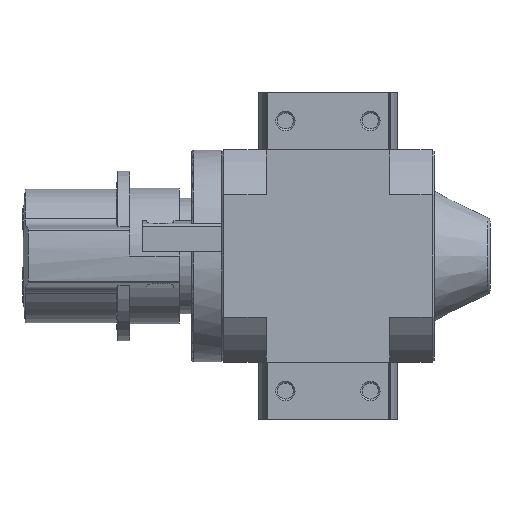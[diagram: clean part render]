
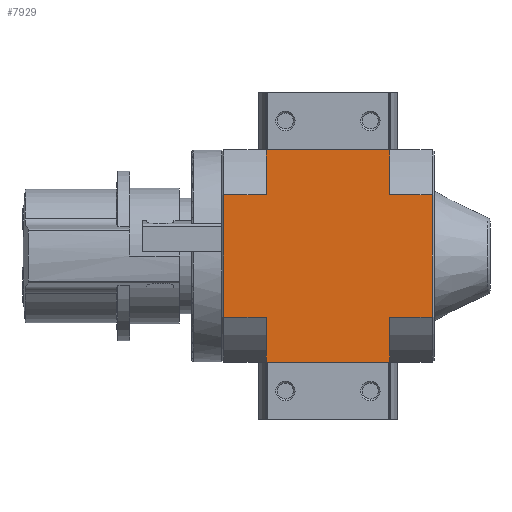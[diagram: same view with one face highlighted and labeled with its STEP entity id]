
A CAD part, left-side view. The second image highlights one B-rep face of the part: STEP entity #7929.
In plain terms, the highlighted face is planar.
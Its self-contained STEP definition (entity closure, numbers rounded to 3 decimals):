
#392=LINE('',#11651,#856);
#439=LINE('',#11847,#903);
#447=LINE('',#11862,#911);
#448=LINE('',#11865,#912);
#449=LINE('',#11867,#913);
#450=LINE('',#11868,#914);
#451=LINE('',#11870,#915);
#452=LINE('',#11872,#916);
#453=LINE('',#11874,#917);
#454=LINE('',#11876,#918);
#455=LINE('',#11877,#919);
#456=LINE('',#11879,#920);
#856=VECTOR('',#9487,1000.);
#903=VECTOR('',#9626,1000.);
#911=VECTOR('',#9636,1000.);
#912=VECTOR('',#9637,1000.);
#913=VECTOR('',#9638,1000.);
#914=VECTOR('',#9639,1000.);
#915=VECTOR('',#9640,1000.);
#916=VECTOR('',#9641,1000.);
#917=VECTOR('',#9642,1000.);
#918=VECTOR('',#9643,1000.);
#919=VECTOR('',#9644,1000.);
#920=VECTOR('',#9645,1000.);
#1619=ORIENTED_EDGE('',*,*,#3327,.T.);
#1620=ORIENTED_EDGE('',*,*,#3328,.F.);
#1621=ORIENTED_EDGE('',*,*,#3329,.T.);
#1622=ORIENTED_EDGE('',*,*,#3237,.T.);
#1623=ORIENTED_EDGE('',*,*,#3330,.F.);
#1624=ORIENTED_EDGE('',*,*,#3331,.T.);
#1625=ORIENTED_EDGE('',*,*,#3332,.F.);
#1626=ORIENTED_EDGE('',*,*,#3333,.T.);
#1627=ORIENTED_EDGE('',*,*,#3334,.F.);
#1628=ORIENTED_EDGE('',*,*,#3319,.T.);
#1629=ORIENTED_EDGE('',*,*,#3335,.T.);
#1630=ORIENTED_EDGE('',*,*,#3336,.F.);
#3237=EDGE_CURVE('',#4091,#4090,#392,.T.);
#3319=EDGE_CURVE('',#4162,#4161,#439,.T.);
#3327=EDGE_CURVE('',#4168,#4169,#447,.T.);
#3328=EDGE_CURVE('',#4170,#4169,#448,.F.);
#3329=EDGE_CURVE('',#4170,#4091,#449,.T.);
#3330=EDGE_CURVE('',#4171,#4090,#450,.T.);
#3331=EDGE_CURVE('',#4171,#4172,#451,.F.);
#3332=EDGE_CURVE('',#4173,#4172,#452,.T.);
#3333=EDGE_CURVE('',#4173,#4174,#453,.T.);
#3334=EDGE_CURVE('',#4162,#4174,#454,.T.);
#3335=EDGE_CURVE('',#4161,#4175,#455,.T.);
#3336=EDGE_CURVE('',#4168,#4175,#456,.T.);
#4090=VERTEX_POINT('',#11650);
#4091=VERTEX_POINT('',#11652);
#4161=VERTEX_POINT('',#11846);
#4162=VERTEX_POINT('',#11848);
#4168=VERTEX_POINT('',#11863);
#4169=VERTEX_POINT('',#11864);
#4170=VERTEX_POINT('',#11866);
#4171=VERTEX_POINT('',#11869);
#4172=VERTEX_POINT('',#11871);
#4173=VERTEX_POINT('',#11873);
#4174=VERTEX_POINT('',#11875);
#4175=VERTEX_POINT('',#11878);
#5033=EDGE_LOOP('',(#1619,#1620,#1621,#1622,#1623,#1624,#1625,#1626,#1627,
#1628,#1629,#1630));
#5561=FACE_BOUND('',#5033,.T.);
#6056=PLANE('',#8474);
#7929=ADVANCED_FACE('',(#5561),#6056,.T.);
#8474=AXIS2_PLACEMENT_3D('',#11861,#9634,#9635);
#9487=DIRECTION('',(0.,-1.,0.));
#9626=DIRECTION('',(0.,1.,0.));
#9634=DIRECTION('',(0.,0.,1.));
#9635=DIRECTION('',(1.,0.,0.));
#9636=DIRECTION('',(-1.,0.,0.));
#9637=DIRECTION('',(0.,-1.,0.));
#9638=DIRECTION('',(-1.,0.,0.));
#9639=DIRECTION('',(-1.,0.,0.));
#9640=DIRECTION('',(0.,1.,0.));
#9641=DIRECTION('',(-1.,0.,0.));
#9642=DIRECTION('',(0.,1.,0.));
#9643=DIRECTION('',(-1.,0.,0.));
#9644=DIRECTION('',(-1.,0.,0.));
#9645=DIRECTION('',(0.,-1.,0.));
#11650=CARTESIAN_POINT('',(-27.5,-16.,27.5));
#11651=CARTESIAN_POINT('',(-27.5,27.,27.5));
#11652=CARTESIAN_POINT('',(-27.5,16.,27.5));
#11846=CARTESIAN_POINT('',(27.5,16.,27.5));
#11847=CARTESIAN_POINT('',(27.5,-27.,27.5));
#11848=CARTESIAN_POINT('',(27.5,-16.,27.5));
#11861=CARTESIAN_POINT('',(0.,0.,27.5));
#11862=CARTESIAN_POINT('',(33.,27.,27.5));
#11863=CARTESIAN_POINT('',(15.869,27.,27.5));
#11864=CARTESIAN_POINT('',(-15.869,27.,27.5));
#11865=CARTESIAN_POINT('',(-15.869,33.,27.5));
#11866=CARTESIAN_POINT('',(-15.869,16.,27.5));
#11867=CARTESIAN_POINT('',(0.,16.,27.5));
#11868=CARTESIAN_POINT('',(0.,-16.,27.5));
#11869=CARTESIAN_POINT('',(-15.869,-16.,27.5));
#11870=CARTESIAN_POINT('',(-15.869,-33.,27.5));
#11871=CARTESIAN_POINT('',(-15.869,-27.,27.5));
#11872=CARTESIAN_POINT('',(33.,-27.,27.5));
#11873=CARTESIAN_POINT('',(15.869,-27.,27.5));
#11874=CARTESIAN_POINT('',(15.869,-33.,27.5));
#11875=CARTESIAN_POINT('',(15.869,-16.,27.5));
#11876=CARTESIAN_POINT('',(0.,-16.,27.5));
#11877=CARTESIAN_POINT('',(0.,16.,27.5));
#11878=CARTESIAN_POINT('',(15.869,16.,27.5));
#11879=CARTESIAN_POINT('',(15.869,33.,27.5));
